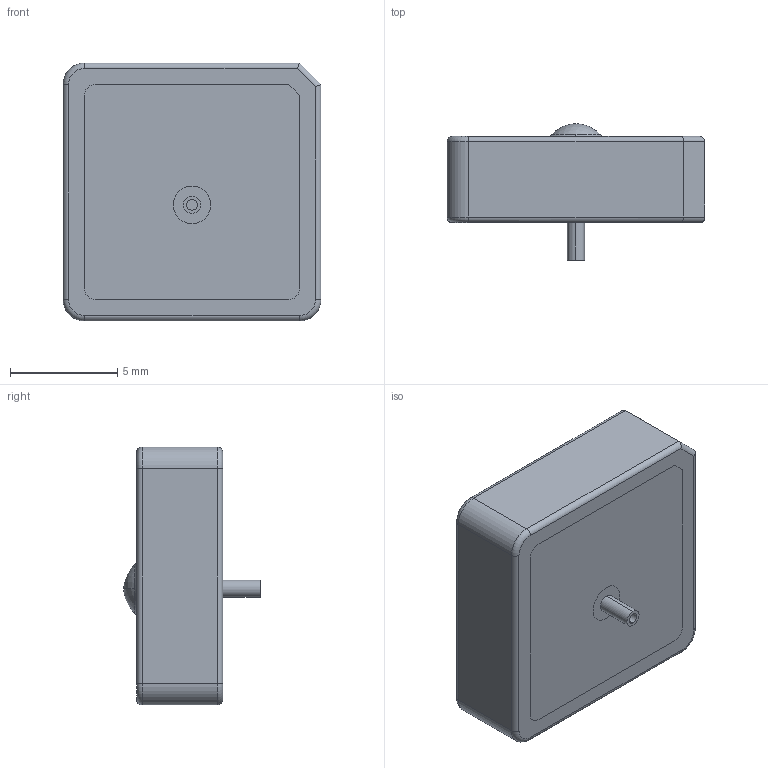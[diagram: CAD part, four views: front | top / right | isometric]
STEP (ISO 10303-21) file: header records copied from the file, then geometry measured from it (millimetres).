
FILE_DESCRIPTION (( 'STEP AP214' ), '1' );
FILE_NAME ('APAE1575R1240ABDD1-T.STEP', '2012-11-01T13:41:03', ( '' ), ( '' ), 'SwSTEP 2.0', 'SolidWorks 2012', '' );
FILE_SCHEMA (( 'AUTOMOTIVE_DESIGN' ));
Length unit declared in the file: millimetre
Products named in the file (1): APAE1575R1240ABDD1-T
Bounding box: 12 x 6.35 x 12 mm (x, y, z)
Volume: 571.9 mm3; surface area: 665.8 mm2
Topology: 2 solids, 2 shells, 184 faces, 480 edges, 317 vertices
Faces by surface type: plane 106, bspline 46, cylinder 22, torus 8, sphere 2
Entity records: 9738 total; most frequent: CARTESIAN_POINT 3848, ORIENTED_EDGE 960, DIRECTION 714, EDGE_CURVE 480, LINE 332, VECTOR 332, VERTEX_POINT 317, EDGE_LOOP 203
